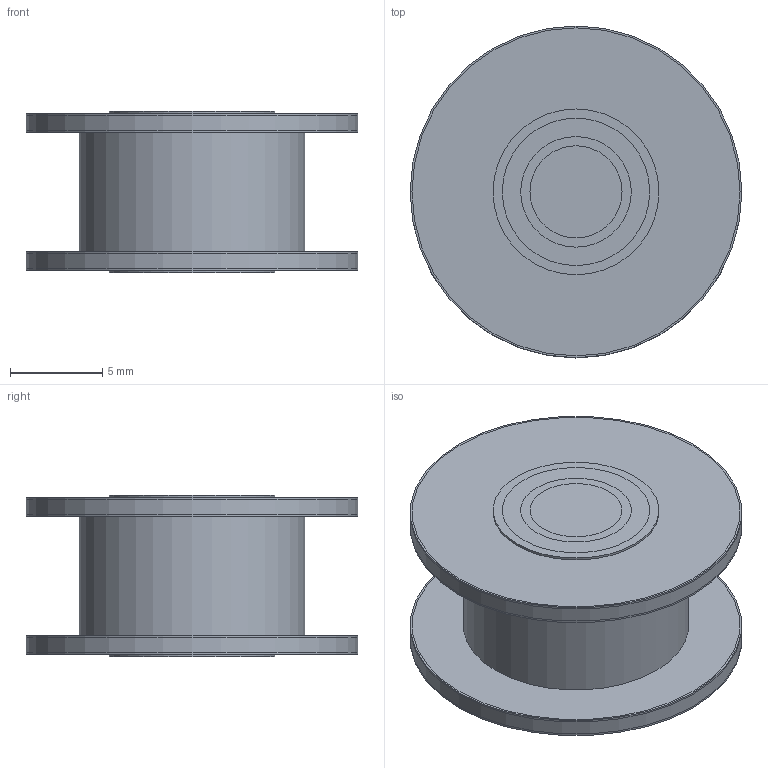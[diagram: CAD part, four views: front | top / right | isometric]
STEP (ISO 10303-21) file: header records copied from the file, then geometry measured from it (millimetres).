
FILE_DESCRIPTION(('FreeCAD Model'),'2;1');
FILE_NAME('GT2_20T_Smooth_5mm_Bore.step','2017-12-14T21:46:29',('Author'),(''), 'Open CASCADE STEP processor 7.1','FreeCAD','Unknown');
FILE_SCHEMA(('AUTOMOTIVE_DESIGN { 1 0 10303 214 1 1 1 1 }'));
Length unit declared in the file: millimetre
Products named in the file (22): GT2_20T_Smooth_5mm_Bore; Cylinder005; Cylinder009; Cut004; Cylinder008; Cylinder007; Cut002; Cylinder004; Cylinder003; Cut003; Chamfer001; Cylinder; Cylinder001; Cylinder006; Fusion; Cylinder002; Chamfer; Cut; Cut005; Cut006; Cut007; Cut008
Assembly tree (21 placements, depth 2):
  GT2_20T_Smooth_5mm_Bore
    Cylinder005
    Cylinder009
    Cut004
    Cylinder008
    Cylinder007
    Cut002
    Cylinder004
    Cylinder003
    Cut003
    Chamfer001
    Cylinder
    Cylinder001
    Cylinder006
    Fusion
    Cylinder002
    Chamfer
    Cut
    Cut005
    Cut006
    Cut007
    Cut008
Bounding box: 18 x 18 x 8.75 mm (x, y, z)
Surface area: 10818.9 mm2
Topology: 21 solids, 21 shells, 99 faces, 137 edges, 86 vertices
Faces by surface type: plane 48, cylinder 35, cone 16
Full cylindrical faces by diameter (mm): 5 x3, 6 x6, 8 x6, 9 x6, 12.25 x4, 18 x10
Entity records: 4701 total; most frequent: DIRECTION 707, CARTESIAN_POINT 650, ORIENTED_EDGE 274, PCURVE 274, DEFINITIONAL_REPRESENTATION 274, LINE 223, VECTOR 223, AXIS2_PLACEMENT_3D 207
